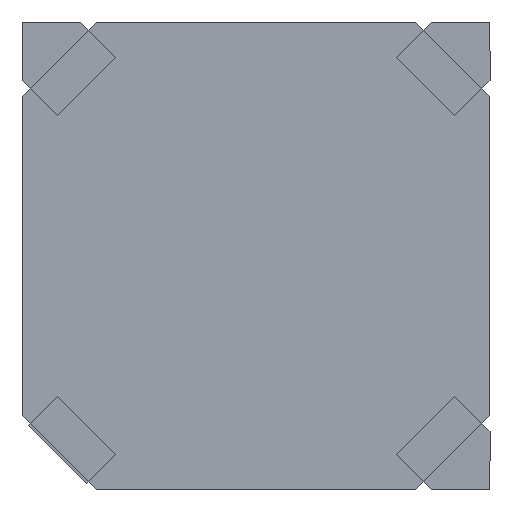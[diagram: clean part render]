
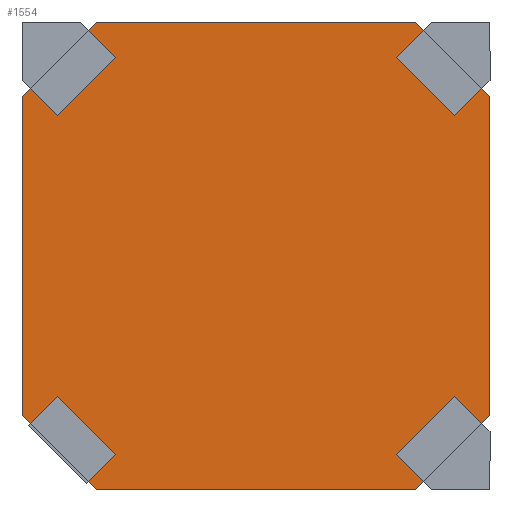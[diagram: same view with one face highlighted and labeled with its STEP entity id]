
A CAD part, front view. The second image highlights one B-rep face of the part: STEP entity #1554.
In plain terms, the highlighted planar face has unit normal (0, -1, 0).
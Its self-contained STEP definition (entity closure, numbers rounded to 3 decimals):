
#107 = ORIENTED_EDGE ( 'NONE', *, *, #1254, .F. ) ;
#231 = LINE ( 'NONE', #1401, #1382 ) ;
#234 = EDGE_CURVE ( 'NONE', #5442, #403, #5311, .T. ) ;
#298 = CARTESIAN_POINT ( 'NONE',  ( 2.9, 0., -4.25 ) ) ;
#326 = DIRECTION ( 'NONE',  ( -0.707, 0., -0.707 ) ) ;
#397 = AXIS2_PLACEMENT_3D ( 'NONE', #2466, #6361, #3026 ) ;
#403 = VERTEX_POINT ( 'NONE', #5349 ) ;
#546 = EDGE_CURVE ( 'NONE', #2921, #4146, #7044, .T. ) ;
#644 = LINE ( 'NONE', #2538, #6414 ) ;
#742 = VECTOR ( 'NONE', #868, 1000. ) ;
#868 = DIRECTION ( 'NONE',  ( 0.707, 0., 0.707 ) ) ;
#912 = CARTESIAN_POINT ( 'NONE',  ( 2.9, 0., -4.25 ) ) ;
#933 = CARTESIAN_POINT ( 'NONE',  ( -4.25, 0., -4.25 ) ) ;
#1016 = LINE ( 'NONE', #4249, #6775 ) ;
#1120 = DIRECTION ( 'NONE',  ( -1., 0., 0. ) ) ;
#1254 = EDGE_CURVE ( 'NONE', #2264, #6802, #231, .T. ) ;
#1382 = VECTOR ( 'NONE', #1969, 1000. ) ;
#1401 = CARTESIAN_POINT ( 'NONE',  ( -4.25, 0., 4.25 ) ) ;
#1427 = EDGE_LOOP ( 'NONE', ( #3623, #7003, #1680, #2795, #107, #2102, #6535, #5890 ) ) ;
#1474 = VECTOR ( 'NONE', #4445, 1000. ) ;
#1554 = ADVANCED_FACE ( 'NONE', ( #4794 ), #6195, .F. ) ;
#1669 = EDGE_CURVE ( 'NONE', #2135, #6802, #7212, .T. ) ;
#1680 = ORIENTED_EDGE ( 'NONE', *, *, #3066, .F. ) ;
#1969 = DIRECTION ( 'NONE',  ( 1., 0., 0. ) ) ;
#2057 = DIRECTION ( 'NONE',  ( 0., 0., -1. ) ) ;
#2102 = ORIENTED_EDGE ( 'NONE', *, *, #4988, .T. ) ;
#2120 = EDGE_CURVE ( 'NONE', #2921, #403, #1016, .T. ) ;
#2135 = VERTEX_POINT ( 'NONE', #6024 ) ;
#2264 = VERTEX_POINT ( 'NONE', #2941 ) ;
#2466 = CARTESIAN_POINT ( 'NONE',  ( 0., 0., 0. ) ) ;
#2538 = CARTESIAN_POINT ( 'NONE',  ( -2.9, 0., 4.25 ) ) ;
#2610 = VECTOR ( 'NONE', #6659, 1000. ) ;
#2716 = CARTESIAN_POINT ( 'NONE',  ( 4.25, 0., 2.9 ) ) ;
#2795 = ORIENTED_EDGE ( 'NONE', *, *, #1669, .T. ) ;
#2921 = VERTEX_POINT ( 'NONE', #3555 ) ;
#2941 = CARTESIAN_POINT ( 'NONE',  ( -2.9, 0., 4.25 ) ) ;
#3026 = DIRECTION ( 'NONE',  ( 0., 0., 1. ) ) ;
#3066 = EDGE_CURVE ( 'NONE', #2135, #5274, #3986, .T. ) ;
#3312 = CARTESIAN_POINT ( 'NONE',  ( -4.25, 0., -4.25 ) ) ;
#3347 = CARTESIAN_POINT ( 'NONE',  ( 4.25, 0., -2.9 ) ) ;
#3495 = EDGE_CURVE ( 'NONE', #5442, #5274, #5205, .T. ) ;
#3555 = CARTESIAN_POINT ( 'NONE',  ( -4.25, 0., -2.9 ) ) ;
#3623 = ORIENTED_EDGE ( 'NONE', *, *, #234, .F. ) ;
#3638 = VECTOR ( 'NONE', #1120, 1000. ) ;
#3986 = LINE ( 'NONE', #4838, #5297 ) ;
#4146 = VERTEX_POINT ( 'NONE', #5738 ) ;
#4249 = CARTESIAN_POINT ( 'NONE',  ( -4.25, 0., -2.9 ) ) ;
#4445 = DIRECTION ( 'NONE',  ( -0.707, 0., 0.707 ) ) ;
#4794 = FACE_OUTER_BOUND ( 'NONE', #1427, .T. ) ;
#4810 = DIRECTION ( 'NONE',  ( 0.707, 0., -0.707 ) ) ;
#4838 = CARTESIAN_POINT ( 'NONE',  ( 4.25, 0., -4.25 ) ) ;
#4988 = EDGE_CURVE ( 'NONE', #2264, #4146, #644, .T. ) ;
#5205 = LINE ( 'NONE', #298, #742 ) ;
#5274 = VERTEX_POINT ( 'NONE', #3347 ) ;
#5297 = VECTOR ( 'NONE', #2057, 1000. ) ;
#5311 = LINE ( 'NONE', #933, #3638 ) ;
#5349 = CARTESIAN_POINT ( 'NONE',  ( -2.9, 0., -4.25 ) ) ;
#5442 = VERTEX_POINT ( 'NONE', #912 ) ;
#5738 = CARTESIAN_POINT ( 'NONE',  ( -4.25, 0., 2.9 ) ) ;
#5855 = CARTESIAN_POINT ( 'NONE',  ( 2.9, 0., 4.25 ) ) ;
#5890 = ORIENTED_EDGE ( 'NONE', *, *, #2120, .T. ) ;
#6024 = CARTESIAN_POINT ( 'NONE',  ( 4.25, 0., 2.9 ) ) ;
#6195 = PLANE ( 'NONE',  #397 ) ;
#6361 = DIRECTION ( 'NONE',  ( 0., 1., 0. ) ) ;
#6414 = VECTOR ( 'NONE', #326, 1000. ) ;
#6535 = ORIENTED_EDGE ( 'NONE', *, *, #546, .F. ) ;
#6659 = DIRECTION ( 'NONE',  ( 0., 0., 1. ) ) ;
#6775 = VECTOR ( 'NONE', #4810, 1000. ) ;
#6802 = VERTEX_POINT ( 'NONE', #5855 ) ;
#7003 = ORIENTED_EDGE ( 'NONE', *, *, #3495, .T. ) ;
#7044 = LINE ( 'NONE', #3312, #2610 ) ;
#7212 = LINE ( 'NONE', #2716, #1474 ) ;
